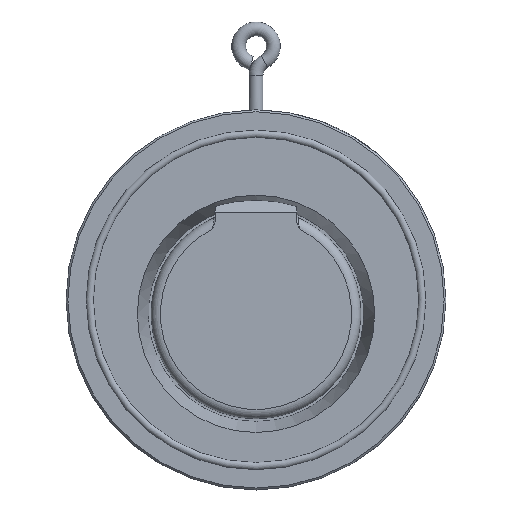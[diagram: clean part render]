
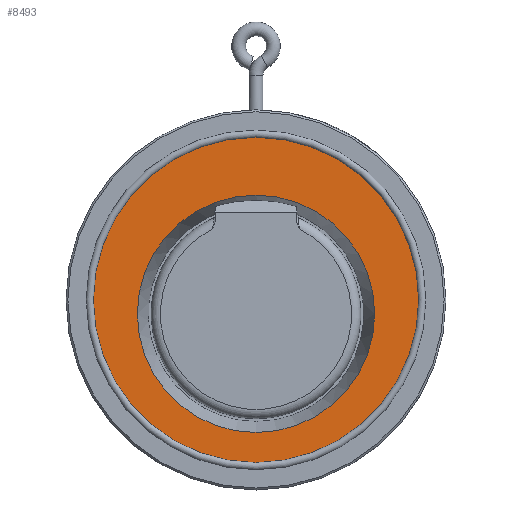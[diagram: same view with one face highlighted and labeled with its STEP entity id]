
A CAD part, top view. The second image highlights one B-rep face of the part: STEP entity #8493.
In plain terms, the highlighted planar face has unit normal (0, 0, 1).
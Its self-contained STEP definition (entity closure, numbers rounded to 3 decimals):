
#465 = CIRCLE ( 'NONE', #1191, 51.232 ) ;
#512 = CARTESIAN_POINT ( 'NONE',  ( 0., -6., 0. ) ) ;
#1031 = EDGE_LOOP ( 'NONE', ( #8825 ) ) ;
#1191 = AXIS2_PLACEMENT_3D ( 'NONE', #512, #7864, #1558 ) ;
#1558 = DIRECTION ( 'NONE',  ( 0., -1., 0. ) ) ;
#1949 = FACE_BOUND ( 'NONE', #1031, .T. ) ;
#2278 = PLANE ( 'NONE',  #13024 ) ;
#4097 = FACE_OUTER_BOUND ( 'NONE', #10900, .T. ) ;
#4230 = CARTESIAN_POINT ( 'NONE',  ( 0., 0., 0. ) ) ;
#4266 = CARTESIAN_POINT ( 'NONE',  ( 0., 0., 0. ) ) ;
#4274 = CIRCLE ( 'NONE', #8989, 70.22 ) ;
#4787 = CARTESIAN_POINT ( 'NONE',  ( -70.22, 0., 0. ) ) ;
#5060 = VERTEX_POINT ( 'NONE', #13210 ) ;
#5301 = DIRECTION ( 'NONE',  ( -1., 0., 0. ) ) ;
#5427 = DIRECTION ( 'NONE',  ( 0., 0., 1. ) ) ;
#7421 = ORIENTED_EDGE ( 'NONE', *, *, #11350, .F. ) ;
#7864 = DIRECTION ( 'NONE',  ( 0., 0., 1. ) ) ;
#8493 = ADVANCED_FACE ( 'NONE', ( #1949, #4097 ), #2278, .T. ) ;
#8825 = ORIENTED_EDGE ( 'NONE', *, *, #12505, .F. ) ;
#8989 = AXIS2_PLACEMENT_3D ( 'NONE', #4266, #11592, #5301 ) ;
#10900 = EDGE_LOOP ( 'NONE', ( #7421 ) ) ;
#11350 = EDGE_CURVE ( 'NONE', #13466, #13466, #4274, .T. ) ;
#11592 = DIRECTION ( 'NONE',  ( 0., 0., -1. ) ) ;
#12505 = EDGE_CURVE ( 'NONE', #5060, #5060, #465, .T. ) ;
#12798 = DIRECTION ( 'NONE',  ( 1., 0., 0. ) ) ;
#13024 = AXIS2_PLACEMENT_3D ( 'NONE', #4230, #5427, #12798 ) ;
#13210 = CARTESIAN_POINT ( 'NONE',  ( 0., -57.232, 0. ) ) ;
#13466 = VERTEX_POINT ( 'NONE', #4787 ) ;
